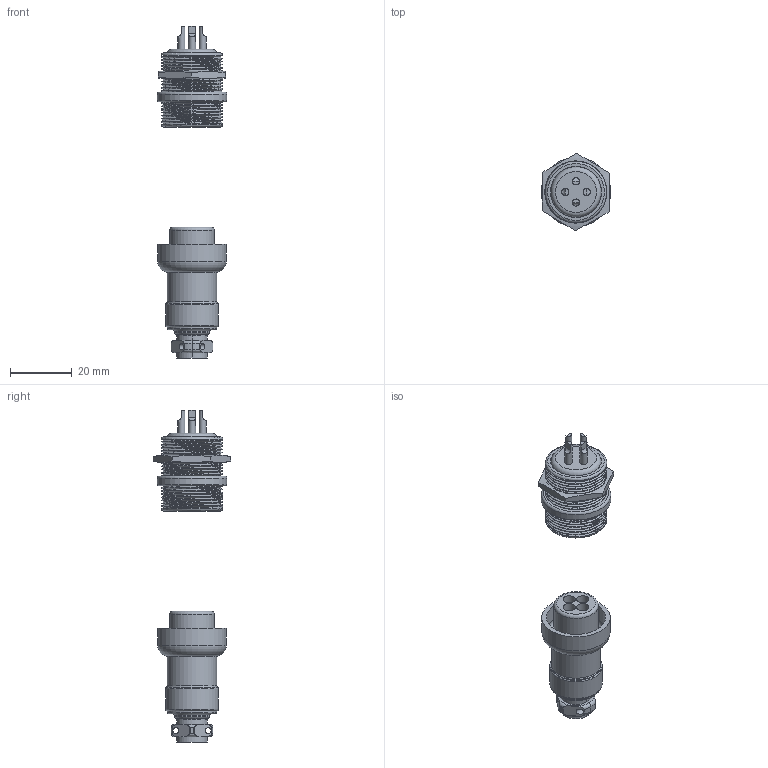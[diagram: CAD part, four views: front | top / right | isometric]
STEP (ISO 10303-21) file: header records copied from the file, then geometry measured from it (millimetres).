
FILE_DESCRIPTION(/* description */ (''),/* implementation_level */ '2;1');
FILE_NAME(/* name */ 'GX 20 Aviation Connector v2.step',/* time_stamp */ '2020-01-03T22:30:03+03:00',/* author */ (''),/* organization */ (''),/* preprocessor_version */ 'ST-DEVELOPER v18',/* originating_system */ 'Autodesk Translation Framework v8.12.0.6',/* authorisation */ '');
FILE_SCHEMA (('AUTOMOTIVE_DESIGN { 1 0 10303 214 3 1 1 }'));
Length unit declared in the file: millimetre
Products named in the file (12): GX 20  Aviation Connector; Female; nut; upper sheath; Inner plastic; needle; male; Inner Plsastic; Plastic; needle (1); shell; knurled nut
Assembly tree (17 placements, depth 4):
  GX 20  Aviation Connector
    Female
      nut
      upper sheath
      Inner plastic
      needle  x4
    male
      Inner Plsastic
        Plastic
        needle (1)  x4
      shell
      knurled nut
Bounding box: 22.55 x 25.05 x 107.57 mm (x, y, z)
Volume: 10966 mm3; surface area: 14382.2 mm2
Topology: 16 solids, 16 shells, 324 faces, 922 edges, 610 vertices
Faces by surface type: plane 133, cylinder 118, torus 37, cone 28, bspline 8
Full cylindrical faces by diameter (mm): 0.901 x4, 1.31 x4, 1.539 x4, 2 x4, 3.759 x4, 3.931 x4, 4.168 x4, 9.532 x1, 11.532 x1, 13.927 x2, 14.4 x1, 15.121 x1, 15.927 x2, 16.262 x1, 16.547 x1, 16.616 x1, 17.121 x1, 18.741 x17, 19.035 x2, 19.179 x1, 19.884 x21, 20.152 x2, 22.179 x1, 22.547 x1
Entity records: 15099 total; most frequent: CARTESIAN_POINT 8216, DIRECTION 1413, ORIENTED_EDGE 1406, EDGE_CURVE 703, AXIS2_PLACEMENT_3D 608, VERTEX_POINT 475, EDGE_LOOP 286, CIRCLE 282
